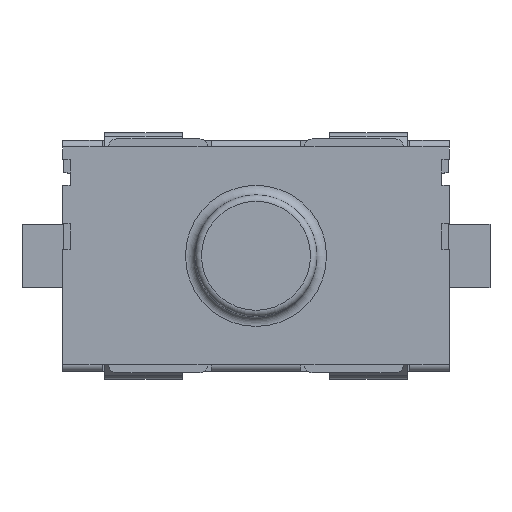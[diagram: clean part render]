
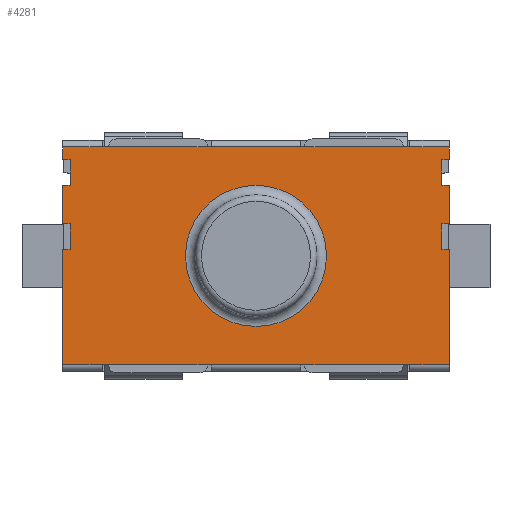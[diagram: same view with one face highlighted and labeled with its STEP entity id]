
A CAD part, top view. The second image highlights one B-rep face of the part: STEP entity #4281.
In plain terms, the highlighted planar face has unit normal (0, 0, 1).
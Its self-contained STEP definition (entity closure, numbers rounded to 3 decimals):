
#78=FACE_BOUND('',#489,.T.);
#253=FACE_OUTER_BOUND('',#488,.T.);
#488=EDGE_LOOP('',(#3622,#3623,#3624,#3625,#3626,#3627,#3628,#3629,#3630,
#3631,#3632,#3633,#3634,#3635,#3636,#3637,#3638,#3639,#3640,#3641,#3642,
#3643,#3644,#3645,#3646,#3647,#3648,#3649));
#489=EDGE_LOOP('',(#3650));
#575=CIRCLE('',#4511,1.1);
#940=LINE('',#6532,#1479);
#943=LINE('',#6538,#1482);
#946=LINE('',#6544,#1485);
#949=LINE('',#6550,#1488);
#952=LINE('',#6556,#1491);
#955=LINE('',#6562,#1494);
#958=LINE('',#6568,#1497);
#961=LINE('',#6577,#1500);
#977=LINE('',#6611,#1516);
#983=LINE('',#6625,#1522);
#985=LINE('',#6633,#1524);
#988=LINE('',#6642,#1527);
#992=LINE('',#6649,#1531);
#995=LINE('',#6655,#1534);
#998=LINE('',#6661,#1537);
#1001=LINE('',#6667,#1540);
#1004=LINE('',#6673,#1543);
#1007=LINE('',#6679,#1546);
#1011=LINE('',#6687,#1550);
#1033=LINE('',#6746,#1572);
#1047=LINE('',#6772,#1586);
#1048=LINE('',#6774,#1587);
#1049=LINE('',#6776,#1588);
#1050=LINE('',#6778,#1589);
#1051=LINE('',#6780,#1590);
#1052=LINE('',#6781,#1591);
#1053=LINE('',#6782,#1592);
#1054=LINE('',#6783,#1593);
#1479=VECTOR('',#5323,0.115);
#1482=VECTOR('',#5328,0.4);
#1485=VECTOR('',#5333,0.115);
#1488=VECTOR('',#5338,0.6);
#1491=VECTOR('',#5343,0.115);
#1494=VECTOR('',#5348,0.4);
#1497=VECTOR('',#5353,0.115);
#1500=VECTOR('',#5360,1.4);
#1516=VECTOR('',#5388,1.7);
#1522=VECTOR('',#5402,0.615);
#1524=VECTOR('',#5408,0.615);
#1527=VECTOR('',#5415,0.115);
#1531=VECTOR('',#5421,0.4);
#1534=VECTOR('',#5426,0.115);
#1537=VECTOR('',#5431,0.6);
#1540=VECTOR('',#5436,0.115);
#1543=VECTOR('',#5441,0.4);
#1546=VECTOR('',#5446,0.115);
#1550=VECTOR('',#5452,1.8);
#1572=VECTOR('',#5510,1.8);
#1586=VECTOR('',#5528,0.615);
#1587=VECTOR('',#5529,1.7);
#1588=VECTOR('',#5530,1.4);
#1589=VECTOR('',#5531,1.7);
#1590=VECTOR('',#5532,0.615);
#1591=VECTOR('',#5533,0.2);
#1592=VECTOR('',#5534,1.7);
#1593=VECTOR('',#5535,0.2);
#1936=VERTEX_POINT('',#6521);
#1940=VERTEX_POINT('',#6529);
#1941=VERTEX_POINT('',#6531);
#1943=VERTEX_POINT('',#6537);
#1945=VERTEX_POINT('',#6543);
#1947=VERTEX_POINT('',#6549);
#1949=VERTEX_POINT('',#6555);
#1951=VERTEX_POINT('',#6561);
#1953=VERTEX_POINT('',#6567);
#1956=VERTEX_POINT('',#6574);
#1957=VERTEX_POINT('',#6576);
#1969=VERTEX_POINT('',#6609);
#1973=VERTEX_POINT('',#6623);
#1976=VERTEX_POINT('',#6630);
#1977=VERTEX_POINT('',#6632);
#1980=VERTEX_POINT('',#6639);
#1981=VERTEX_POINT('',#6641);
#1983=VERTEX_POINT('',#6647);
#1985=VERTEX_POINT('',#6653);
#1987=VERTEX_POINT('',#6659);
#1989=VERTEX_POINT('',#6665);
#1991=VERTEX_POINT('',#6671);
#1993=VERTEX_POINT('',#6677);
#2024=VERTEX_POINT('',#6770);
#2025=VERTEX_POINT('',#6771);
#2026=VERTEX_POINT('',#6773);
#2027=VERTEX_POINT('',#6775);
#2028=VERTEX_POINT('',#6777);
#2029=VERTEX_POINT('',#6779);
#2463=EDGE_CURVE('',#1936,#1936,#575,.T.);
#2467=EDGE_CURVE('',#1940,#1941,#940,.T.);
#2470=EDGE_CURVE('',#1941,#1943,#943,.T.);
#2473=EDGE_CURVE('',#1943,#1945,#946,.T.);
#2476=EDGE_CURVE('',#1945,#1947,#949,.T.);
#2479=EDGE_CURVE('',#1947,#1949,#952,.T.);
#2482=EDGE_CURVE('',#1949,#1951,#955,.T.);
#2485=EDGE_CURVE('',#1951,#1953,#958,.T.);
#2489=EDGE_CURVE('',#1956,#1957,#961,.T.);
#2506=EDGE_CURVE('',#1956,#1969,#977,.T.);
#2514=EDGE_CURVE('',#1973,#1969,#983,.T.);
#2517=EDGE_CURVE('',#1976,#1977,#985,.T.);
#2521=EDGE_CURVE('',#1980,#1981,#988,.T.);
#2525=EDGE_CURVE('',#1983,#1980,#992,.T.);
#2528=EDGE_CURVE('',#1985,#1983,#995,.T.);
#2531=EDGE_CURVE('',#1987,#1985,#998,.T.);
#2534=EDGE_CURVE('',#1989,#1987,#1001,.T.);
#2537=EDGE_CURVE('',#1991,#1989,#1004,.T.);
#2540=EDGE_CURVE('',#1993,#1991,#1007,.T.);
#2544=EDGE_CURVE('',#1977,#1993,#1011,.T.);
#2574=EDGE_CURVE('',#1953,#1973,#1033,.T.);
#2588=EDGE_CURVE('',#2024,#2025,#1047,.T.);
#2589=EDGE_CURVE('',#2025,#2026,#1048,.T.);
#2590=EDGE_CURVE('',#2026,#2027,#1049,.T.);
#2591=EDGE_CURVE('',#2027,#2028,#1050,.T.);
#2592=EDGE_CURVE('',#2028,#2029,#1051,.T.);
#2593=EDGE_CURVE('',#1981,#2029,#1052,.T.);
#2594=EDGE_CURVE('',#1976,#1957,#1053,.T.);
#2595=EDGE_CURVE('',#2024,#1940,#1054,.T.);
#3622=ORIENTED_EDGE('',*,*,#2588,.T.);
#3623=ORIENTED_EDGE('',*,*,#2589,.T.);
#3624=ORIENTED_EDGE('',*,*,#2590,.T.);
#3625=ORIENTED_EDGE('',*,*,#2591,.T.);
#3626=ORIENTED_EDGE('',*,*,#2592,.T.);
#3627=ORIENTED_EDGE('',*,*,#2593,.F.);
#3628=ORIENTED_EDGE('',*,*,#2521,.F.);
#3629=ORIENTED_EDGE('',*,*,#2525,.F.);
#3630=ORIENTED_EDGE('',*,*,#2528,.F.);
#3631=ORIENTED_EDGE('',*,*,#2531,.F.);
#3632=ORIENTED_EDGE('',*,*,#2534,.F.);
#3633=ORIENTED_EDGE('',*,*,#2537,.F.);
#3634=ORIENTED_EDGE('',*,*,#2540,.F.);
#3635=ORIENTED_EDGE('',*,*,#2544,.F.);
#3636=ORIENTED_EDGE('',*,*,#2517,.F.);
#3637=ORIENTED_EDGE('',*,*,#2594,.T.);
#3638=ORIENTED_EDGE('',*,*,#2489,.F.);
#3639=ORIENTED_EDGE('',*,*,#2506,.T.);
#3640=ORIENTED_EDGE('',*,*,#2514,.F.);
#3641=ORIENTED_EDGE('',*,*,#2574,.F.);
#3642=ORIENTED_EDGE('',*,*,#2485,.F.);
#3643=ORIENTED_EDGE('',*,*,#2482,.F.);
#3644=ORIENTED_EDGE('',*,*,#2479,.F.);
#3645=ORIENTED_EDGE('',*,*,#2476,.F.);
#3646=ORIENTED_EDGE('',*,*,#2473,.F.);
#3647=ORIENTED_EDGE('',*,*,#2470,.F.);
#3648=ORIENTED_EDGE('',*,*,#2467,.F.);
#3649=ORIENTED_EDGE('',*,*,#2595,.F.);
#3650=ORIENTED_EDGE('',*,*,#2463,.F.);
#4068=PLANE('',#4562);
#4281=ADVANCED_FACE('',(#253,#78),#4068,.F.);
#4511=AXIS2_PLACEMENT_3D('',#6522,#5315,#5316);
#4562=AXIS2_PLACEMENT_3D('',#6769,#5526,#5527);
#5315=DIRECTION('center_axis',(0.,0.,1.));
#5316=DIRECTION('ref_axis',(-1.,0.,0.));
#5323=DIRECTION('',(-1.,0.,0.));
#5328=DIRECTION('',(0.,-1.,0.));
#5333=DIRECTION('',(1.,0.,0.));
#5338=DIRECTION('',(0.,-1.,0.));
#5343=DIRECTION('',(-1.,0.,0.));
#5348=DIRECTION('',(0.,-1.,0.));
#5353=DIRECTION('',(1.,0.,0.));
#5360=DIRECTION('',(-1.,0.,0.));
#5388=DIRECTION('',(1.,0.,0.));
#5402=DIRECTION('',(-1.,0.,0.));
#5408=DIRECTION('',(-1.,0.,0.));
#5415=DIRECTION('',(-1.,0.,0.));
#5421=DIRECTION('',(0.,1.,0.));
#5426=DIRECTION('',(1.,0.,0.));
#5431=DIRECTION('',(0.,1.,0.));
#5436=DIRECTION('',(-1.,0.,0.));
#5441=DIRECTION('',(0.,1.,0.));
#5446=DIRECTION('',(1.,0.,0.));
#5452=DIRECTION('',(0.,1.,0.));
#5510=DIRECTION('',(0.,-1.,0.));
#5526=DIRECTION('center_axis',(0.,0.,-1.));
#5527=DIRECTION('ref_axis',(-1.,0.,0.));
#5528=DIRECTION('',(-1.,0.,0.));
#5529=DIRECTION('',(-1.,0.,0.));
#5530=DIRECTION('',(-1.,0.,0.));
#5531=DIRECTION('',(-1.,0.,0.));
#5532=DIRECTION('',(-1.,0.,0.));
#5533=DIRECTION('',(0.,1.,0.));
#5534=DIRECTION('',(1.,0.,0.));
#5535=DIRECTION('',(0.,-1.,0.));
#6521=CARTESIAN_POINT('',(-1.1,0.,1.75));
#6522=CARTESIAN_POINT('Origin',(0.,0.,1.75));
#6529=CARTESIAN_POINT('',(3.015,1.5,1.75));
#6531=CARTESIAN_POINT('',(2.9,1.5,1.75));
#6532=CARTESIAN_POINT('',(3.015,1.5,1.75));
#6537=CARTESIAN_POINT('',(2.9,1.1,1.75));
#6538=CARTESIAN_POINT('',(2.9,1.5,1.75));
#6543=CARTESIAN_POINT('',(3.015,1.1,1.75));
#6544=CARTESIAN_POINT('',(2.9,1.1,1.75));
#6549=CARTESIAN_POINT('',(3.015,0.5,1.75));
#6550=CARTESIAN_POINT('',(3.015,1.1,1.75));
#6555=CARTESIAN_POINT('',(2.9,0.5,1.75));
#6556=CARTESIAN_POINT('',(3.015,0.5,1.75));
#6561=CARTESIAN_POINT('',(2.9,0.1,1.75));
#6562=CARTESIAN_POINT('',(2.9,0.5,1.75));
#6567=CARTESIAN_POINT('',(3.015,0.1,1.75));
#6568=CARTESIAN_POINT('',(2.9,0.1,1.75));
#6574=CARTESIAN_POINT('',(0.7,-1.7,1.75));
#6576=CARTESIAN_POINT('',(-0.7,-1.7,1.75));
#6577=CARTESIAN_POINT('',(0.7,-1.7,1.75));
#6609=CARTESIAN_POINT('',(2.4,-1.7,1.75));
#6611=CARTESIAN_POINT('',(0.7,-1.7,1.75));
#6623=CARTESIAN_POINT('',(3.015,-1.7,1.75));
#6625=CARTESIAN_POINT('',(3.015,-1.7,1.75));
#6630=CARTESIAN_POINT('',(-2.4,-1.7,1.75));
#6632=CARTESIAN_POINT('',(-3.015,-1.7,1.75));
#6633=CARTESIAN_POINT('',(-2.4,-1.7,1.75));
#6639=CARTESIAN_POINT('',(-2.9,1.5,1.75));
#6641=CARTESIAN_POINT('',(-3.015,1.5,1.75));
#6642=CARTESIAN_POINT('',(-2.9,1.5,1.75));
#6647=CARTESIAN_POINT('',(-2.9,1.1,1.75));
#6649=CARTESIAN_POINT('',(-2.9,1.1,1.75));
#6653=CARTESIAN_POINT('',(-3.015,1.1,1.75));
#6655=CARTESIAN_POINT('',(-3.015,1.1,1.75));
#6659=CARTESIAN_POINT('',(-3.015,0.5,1.75));
#6661=CARTESIAN_POINT('',(-3.015,0.5,1.75));
#6665=CARTESIAN_POINT('',(-2.9,0.5,1.75));
#6667=CARTESIAN_POINT('',(-2.9,0.5,1.75));
#6671=CARTESIAN_POINT('',(-2.9,0.1,1.75));
#6673=CARTESIAN_POINT('',(-2.9,0.1,1.75));
#6677=CARTESIAN_POINT('',(-3.015,0.1,1.75));
#6679=CARTESIAN_POINT('',(-3.015,0.1,1.75));
#6687=CARTESIAN_POINT('',(-3.015,-1.7,1.75));
#6746=CARTESIAN_POINT('',(3.015,0.1,1.75));
#6769=CARTESIAN_POINT('Origin',(0.,0.,1.75));
#6770=CARTESIAN_POINT('',(3.015,1.7,1.75));
#6771=CARTESIAN_POINT('',(2.4,1.7,1.75));
#6772=CARTESIAN_POINT('',(3.015,1.7,1.75));
#6773=CARTESIAN_POINT('',(0.7,1.7,1.75));
#6774=CARTESIAN_POINT('',(2.4,1.7,1.75));
#6775=CARTESIAN_POINT('',(-0.7,1.7,1.75));
#6776=CARTESIAN_POINT('',(0.7,1.7,1.75));
#6777=CARTESIAN_POINT('',(-2.4,1.7,1.75));
#6778=CARTESIAN_POINT('',(-0.7,1.7,1.75));
#6779=CARTESIAN_POINT('',(-3.015,1.7,1.75));
#6780=CARTESIAN_POINT('',(-2.4,1.7,1.75));
#6781=CARTESIAN_POINT('',(-3.015,1.5,1.75));
#6782=CARTESIAN_POINT('',(-2.4,-1.7,1.75));
#6783=CARTESIAN_POINT('',(3.015,1.7,1.75));
